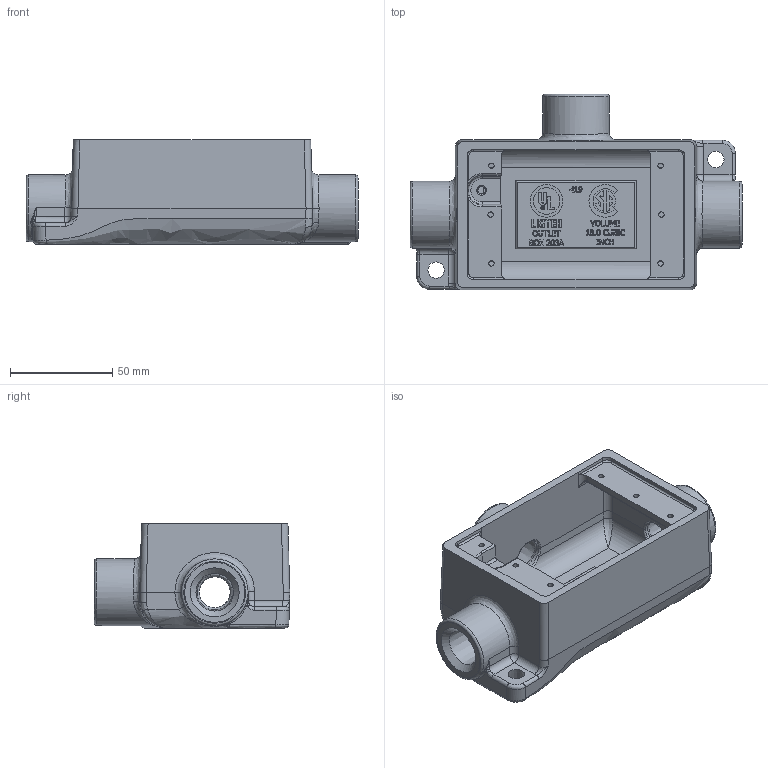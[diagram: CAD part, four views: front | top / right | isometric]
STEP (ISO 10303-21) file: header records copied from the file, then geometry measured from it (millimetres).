
FILE_DESCRIPTION(/* description */ ('FSCT-1 AS MACHINED'),/* implementation_level */ '2;1');
FILE_NAME(/* name */ 'KIL_FSCT-1.stp',/* time_stamp */ '2020-10-15T18:51:45+05:00',/* author */ ('lsugumaran'),/* organization */ (''),/* preprocessor_version */ 'ST-DEVELOPER v18',/* originating_system */ 'Autodesk Inventor 2020',/* authorisation */ '');
FILE_SCHEMA (('AUTOMOTIVE_DESIGN { 1 0 10303 214 3 1 1 }'));
Length unit declared in the file: inch
Products named in the file (1): 24550
Bounding box: 162.01 x 95.37 x 50.8 mm (x, y, z)
Volume: 156635.3 mm3; surface area: 65593.6 mm2
Topology: 1 solids, 1 shells, 1167 faces, 3113 edges, 2002 vertices
Faces by surface type: plane 590, bspline 388, cylinder 151, cone 18, torus 14, sphere 6
Full cylindrical faces by diameter (mm): 1.476 x1, 1.762 x1, 2.642 x6, 3.683 x1, 12.938 x1, 15.113 x3, 15.875 x1, 32.537 x3
Entity records: 42934 total; most frequent: CARTESIAN_POINT 14864, ORIENTED_EDGE 6178, DIRECTION 4437, EDGE_CURVE 3089, VERTEX_POINT 2002, LINE 1909, VECTOR 1909, EDGE_LOOP 1269
